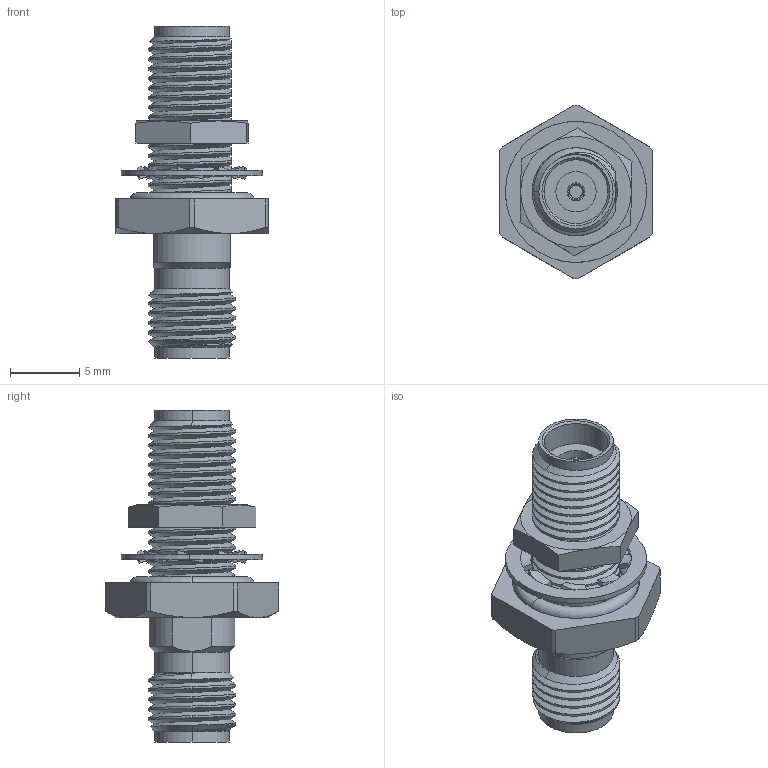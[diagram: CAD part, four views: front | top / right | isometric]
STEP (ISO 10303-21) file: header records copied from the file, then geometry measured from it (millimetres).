
FILE_DESCRIPTION (( 'STEP AP214' ), '1' );
FILE_NAME ('CT-KFKF-B-V-LN1.STEP', '2025-01-28T18:08:27', ( '' ), ( '' ), 'SwSTEP 2.0', 'SolidWorks 2021', '' );
FILE_SCHEMA (( 'AUTOMOTIVE_DESIGN' ));
Length unit declared in the file: inch
Products named in the file (1): CT-KFKF-B-V-LN1
Bounding box: 11 x 12.52 x 24 mm (x, y, z)
Volume: 819.3 mm3; surface area: 1404 mm2
Topology: 4 solids, 4 shells, 306 faces, 798 edges, 510 vertices
Faces by surface type: plane 101, cylinder 86, bspline 65, cone 50, torus 4
Entity records: 24232 total; most frequent: CARTESIAN_POINT 13651, ORIENTED_EDGE 1596, DIRECTION 1024, EDGE_CURVE 798, VERTEX_POINT 510, AXIS2_PLACEMENT_3D 409, B_SPLINE_CURVE_WITH_KNOTS 351, EDGE_LOOP 322
